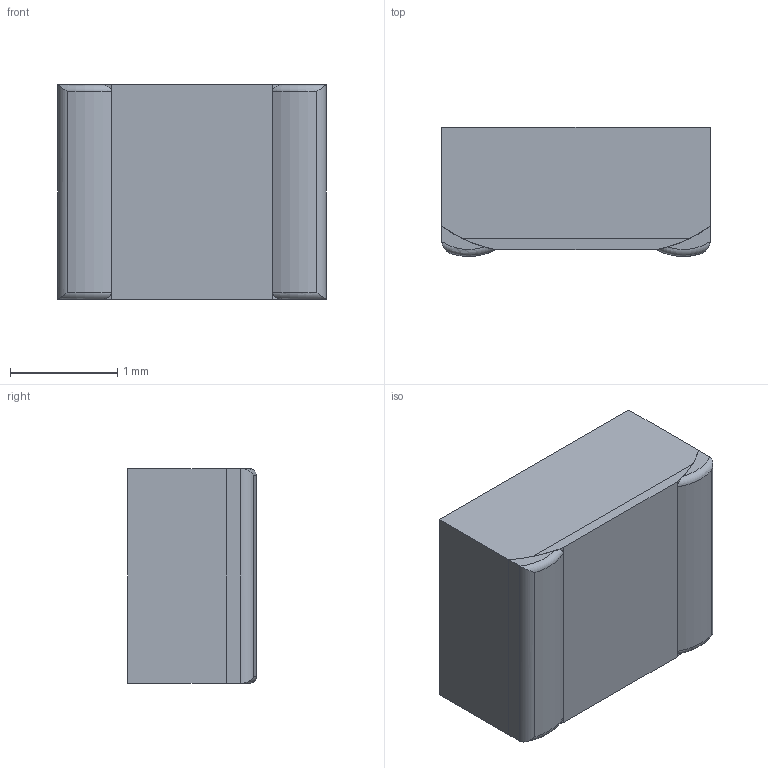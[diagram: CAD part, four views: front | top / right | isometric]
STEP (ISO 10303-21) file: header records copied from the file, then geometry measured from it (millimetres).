
FILE_DESCRIPTION (( 'STEP AP214' ), '1' );
FILE_NAME ('MAMK2520TR68M.STEP', '2019-12-27T08:14:42', ( '' ), ( '' ), 'SwSTEP 2.0', 'SolidWorks 2018', '' );
FILE_SCHEMA (( 'AUTOMOTIVE_DESIGN' ));
Length unit declared in the file: millimetre
Products named in the file (1): MAMK2520TR68M
Bounding box: 2.5 x 1.2 x 2 mm (x, y, z)
Volume: 5.8 mm3; surface area: 33.2 mm2
Topology: 4 solids, 4 shells, 30 faces, 66 edges, 44 vertices
Faces by surface type: plane 16, cylinder 10, torus 4
Entity records: 979 total; most frequent: CARTESIAN_POINT 241, DIRECTION 144, ORIENTED_EDGE 132, EDGE_CURVE 66, AXIS2_PLACEMENT_3D 55, VERTEX_POINT 44, VECTOR 34, LINE 34
